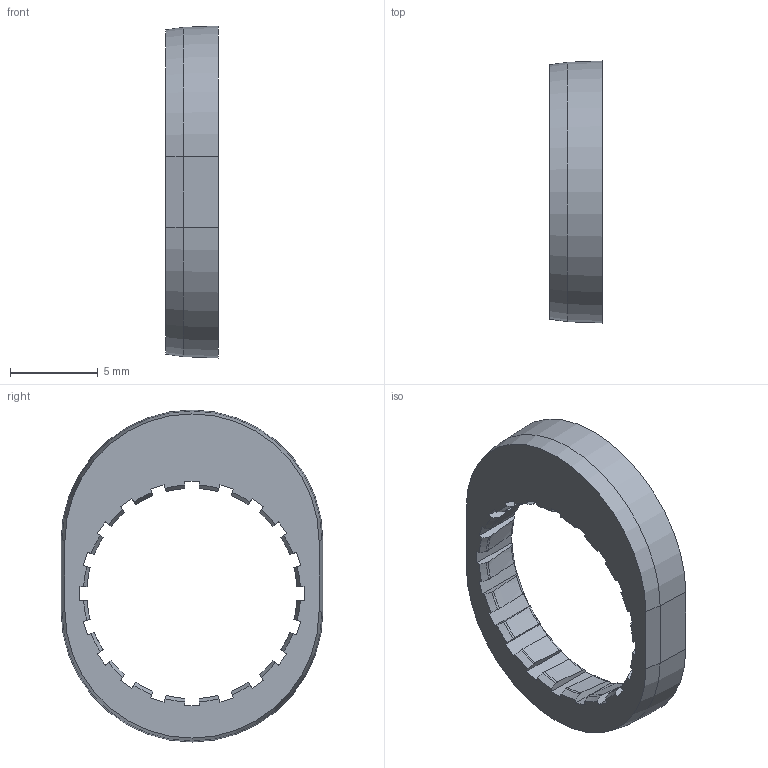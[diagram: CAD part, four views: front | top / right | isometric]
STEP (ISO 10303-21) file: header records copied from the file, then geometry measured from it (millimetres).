
FILE_DESCRIPTION(('FreeCAD Model'),'2;1');
FILE_NAME('Open CASCADE Shape Model','2024-06-12T20:38:16',(''),(''), 'Open CASCADE STEP processor 7.6','FreeCAD','Unknown');
FILE_SCHEMA(('AUTOMOTIVE_DESIGN { 1 0 10303 214 1 1 1 1 }'));
Length unit declared in the file: millimetre
Products named in the file (1): 8mm_Ride_height_adjuster_1
Bounding box: 3 x 14.95 x 18.95 mm (x, y, z)
Volume: 319.5 mm3; surface area: 523.6 mm2
Topology: 1 solids, 1 shells, 133 faces, 386 edges, 256 vertices
Faces by surface type: plane 67, cone 44, revolution 21, cylinder 1
Full cylindrical faces by diameter (mm): 14.4 x1
Entity records: 12442 total; most frequent: CARTESIAN_POINT 5302, DIRECTION 1189, ORIENTED_EDGE 772, PCURVE 772, DEFINITIONAL_REPRESENTATION 772, LINE 474, VECTOR 474, B_SPLINE_CURVE_WITH_KNOTS 407
